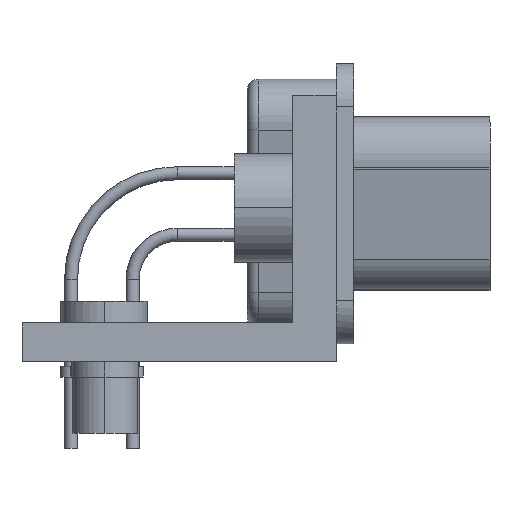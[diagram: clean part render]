
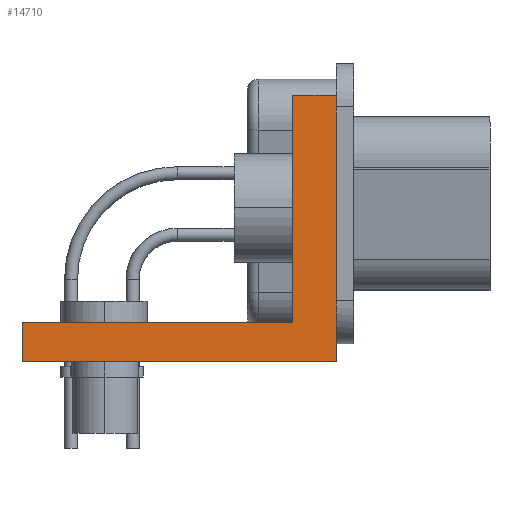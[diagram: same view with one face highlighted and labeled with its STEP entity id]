
A CAD part, left-side view. The second image highlights one B-rep face of the part: STEP entity #14710.
In plain terms, the highlighted face is planar.
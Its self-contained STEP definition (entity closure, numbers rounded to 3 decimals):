
#3220=CARTESIAN_POINT('',(-223.436,185.527,16.02));
#3230=DIRECTION('',(1.,0.,0.));
#3240=VECTOR('',#3230,1.);
#3250=LINE('',#3220,#3240);
#3260=CARTESIAN_POINT('',(-221.436,185.527,16.02));
#3270=VERTEX_POINT('',#3260);
#3280=CARTESIAN_POINT('',(-216.126,185.527,16.02));
#3290=VERTEX_POINT('',#3280);
#3300=EDGE_CURVE('',#3270,#3290,#3250,.T.);
#4130=CARTESIAN_POINT('',(-221.436,185.527,28.52));
#4140=VERTEX_POINT('',#4130);
#4170=CARTESIAN_POINT('',(-221.436,185.527,28.52));
#4180=DIRECTION('',(-1.,0.,0.));
#4190=VECTOR('',#4180,1.);
#4200=LINE('',#4170,#4190);
#4210=CARTESIAN_POINT('',(-223.236,185.527,28.52));
#4220=VERTEX_POINT('',#4210);
#4230=EDGE_CURVE('',#4140,#4220,#4200,.T.);
#9040=CARTESIAN_POINT('',(-210.936,185.527,16.02));
#9050=VERTEX_POINT('',#9040);
#9060=EDGE_CURVE('',#3290,#9050,#3250,.T.);
#9960=CARTESIAN_POINT('',(-221.839,185.527,14.02));
#9970=VERTEX_POINT('',#9960);
#10220=CARTESIAN_POINT('',(-223.236,185.527,14.02));
#10230=VERTEX_POINT('',#10220);
#10260=CARTESIAN_POINT('',(0.,185.527,14.02));
#10270=DIRECTION('',(1.,0.,0.));
#10280=VECTOR('',#10270,1.);
#10290=LINE('',#10260,#10280);
#10300=EDGE_CURVE('',#10230,#9970,#10290,.T.);
#12490=CARTESIAN_POINT('',(-210.936,185.527,14.02));
#12500=DIRECTION('',(0.,0.,1.));
#12510=VECTOR('',#12500,1.);
#12520=LINE('',#12490,#12510);
#12530=CARTESIAN_POINT('',(-210.936,185.527,14.02));
#12540=VERTEX_POINT('',#12530);
#12550=EDGE_CURVE('',#12540,#9050,#12520,.T.);
#13030=CARTESIAN_POINT('',(-223.236,185.527,0.));
#13040=DIRECTION('',(0.,0.,-1.));
#13050=VECTOR('',#13040,1.);
#13060=LINE('',#13030,#13050);
#13070=EDGE_CURVE('',#4220,#10230,#13060,.T.);
#14350=CARTESIAN_POINT('',(-221.436,185.527,14.02));
#14360=DIRECTION('',(0.,0.,1.));
#14370=VECTOR('',#14360,1.);
#14380=LINE('',#14350,#14370);
#14390=EDGE_CURVE('',#3270,#4140,#14380,.T.);
#14510=CARTESIAN_POINT('',(-221.436,185.527,14.02));
#14520=DIRECTION('',(-0.,-1.,-0.));
#14530=DIRECTION('',(-1.,0.,0.));
#14540=AXIS2_PLACEMENT_3D('',#14510,#14520,#14530);
#14550=PLANE('',#14540);
#14560=ORIENTED_EDGE('',*,*,#10300,.T.);
#14570=ORIENTED_EDGE('',*,*,#13070,.T.);
#14580=ORIENTED_EDGE('',*,*,#4230,.T.);
#14590=ORIENTED_EDGE('',*,*,#14390,.T.);
#14600=ORIENTED_EDGE('',*,*,#3300,.F.);
#14610=ORIENTED_EDGE('',*,*,#9060,.F.);
#14620=ORIENTED_EDGE('',*,*,#12550,.T.);
#14630=CARTESIAN_POINT('',(0.,185.527,14.02));
#14640=DIRECTION('',(-1.,0.,0.));
#14650=VECTOR('',#14640,1.);
#14660=LINE('',#14630,#14650);
#14670=EDGE_CURVE('',#12540,#9970,#14660,.T.);
#14680=ORIENTED_EDGE('',*,*,#14670,.F.);
#14690=EDGE_LOOP('',(#14680,#14620,#14610,#14600,#14590,#14580,#14570,
#14560));
#14700=FACE_OUTER_BOUND('',#14690,.T.);
#14710=ADVANCED_FACE('',(#14700),#14550,.T.);
